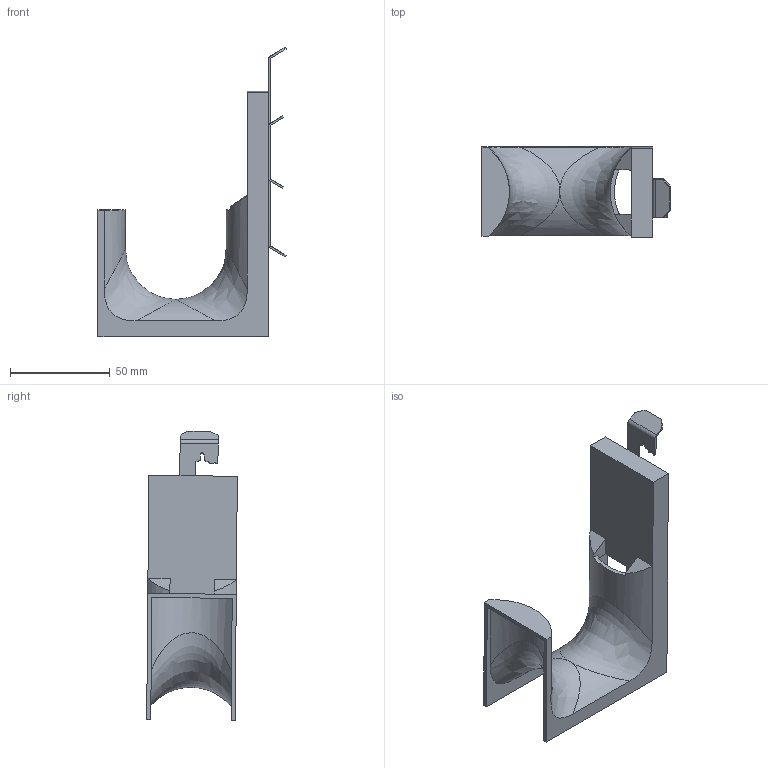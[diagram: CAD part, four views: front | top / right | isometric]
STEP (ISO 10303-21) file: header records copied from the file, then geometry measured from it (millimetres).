
FILE_DESCRIPTION (( 'STEP AP203' ), '1' );
FILE_NAME ('JP2DW.stp', '2017-03-15T20:04:15', ( '' ), ( '' ), 'SwSTEP 2.0', 'SolidWorks 2016', '' );
FILE_SCHEMA (( 'CONFIG_CONTROL_DESIGN' ));
Length unit declared in the file: inch
Products named in the file (1): JP2DW
Bounding box: 94.47 x 45.52 x 145.36 mm (x, y, z)
Volume: 52598.5 mm3; surface area: 33467 mm2
Topology: 2 solids, 2 shells, 138 faces, 402 edges, 266 vertices
Faces by surface type: plane 72, cylinder 62, bspline 4
Entity records: 5307 total; most frequent: CARTESIAN_POINT 1527, ORIENTED_EDGE 804, DIRECTION 754, EDGE_CURVE 402, VERTEX_POINT 266, LINE 264, VECTOR 264, AXIS2_PLACEMENT_3D 245
